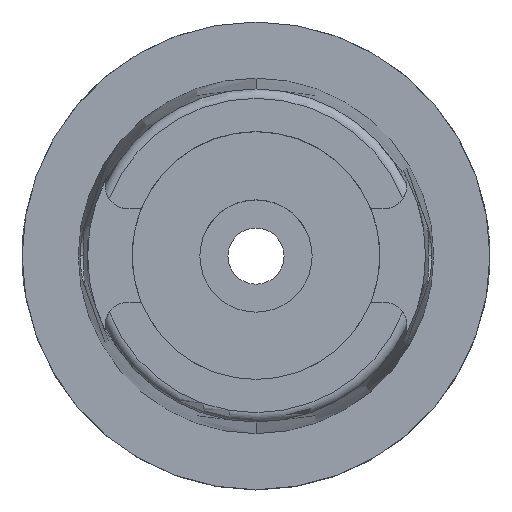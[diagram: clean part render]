
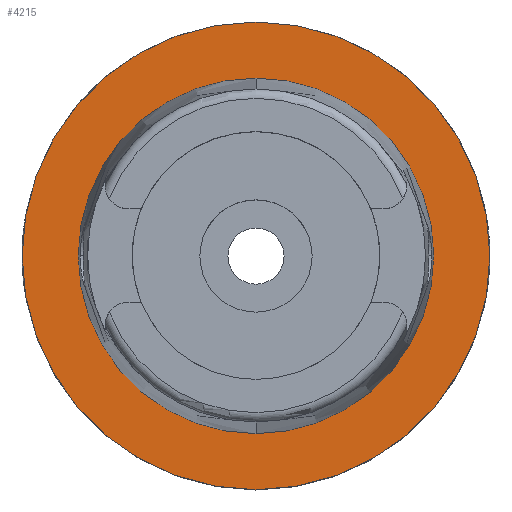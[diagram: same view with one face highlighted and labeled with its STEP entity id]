
A CAD part, top view. The second image highlights one B-rep face of the part: STEP entity #4215.
In plain terms, the highlighted planar face has unit normal (0, 0, 1).
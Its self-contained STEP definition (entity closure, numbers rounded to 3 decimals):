
#2059=CARTESIAN_POINT('',(0.,0.,0.));
#2060=DIRECTION('',(0.,0.,-1.));
#2061=DIRECTION('',(0.,-1.,0.));
#2062=AXIS2_PLACEMENT_3D('',#2059,#2060,#2061);
#2067=CARTESIAN_POINT('',(0.,0.,0.));
#2068=DIRECTION('',(0.,0.,-1.));
#2069=DIRECTION('',(0.,1.,0.));
#2070=AXIS2_PLACEMENT_3D('',#2067,#2068,#2069);
#2075=CARTESIAN_POINT('',(0.,0.,0.));
#2076=DIRECTION('',(0.,0.,1.));
#2077=DIRECTION('',(0.,-1.,0.));
#2078=AXIS2_PLACEMENT_3D('',#2075,#2076,#2077);
#2083=CARTESIAN_POINT('',(0.,0.,0.));
#2084=DIRECTION('',(0.,0.,1.));
#2085=DIRECTION('',(0.,1.,0.));
#2086=AXIS2_PLACEMENT_3D('',#2083,#2084,#2085);
#2407=CARTESIAN_POINT('',(0.,-38.,0.));
#2408=VERTEX_POINT('',#2407);
#2409=CARTESIAN_POINT('',(0.,38.,0.));
#2410=VERTEX_POINT('',#2409);
#2664=CARTESIAN_POINT('',(0.,50.,0.));
#2665=VERTEX_POINT('',#2664);
#2666=CARTESIAN_POINT('',(0.,-50.,0.));
#2667=VERTEX_POINT('',#2666);
#4202=CARTESIAN_POINT('',(0.,0.,0.));
#4203=DIRECTION('',(0.,0.,-1.));
#4204=DIRECTION('',(0.,-1.,0.));
#4205=AXIS2_PLACEMENT_3D('',#4202,#4203,#4204);
#4206=PLANE('',#4205);
#4207=ORIENTED_EDGE('',*,*,#3967,.T.);
#4208=ORIENTED_EDGE('',*,*,#4076,.T.);
#4209=EDGE_LOOP('',(#4207,#4208));
#4210=FACE_OUTER_BOUND('',#4209,.F.);
#4211=ORIENTED_EDGE('',*,*,#2907,.T.);
#4212=ORIENTED_EDGE('',*,*,#2878,.T.);
#4213=EDGE_LOOP('',(#4211,#4212));
#4214=FACE_BOUND('',#4213,.F.);
#2063=CIRCLE('',#2062,50.);
#2071=CIRCLE('',#2070,50.);
#2079=CIRCLE('',#2078,38.);
#2087=CIRCLE('',#2086,38.);
#2878=EDGE_CURVE('',#2410,#2408,#2087,.T.);
#2907=EDGE_CURVE('',#2408,#2410,#2079,.T.);
#3967=EDGE_CURVE('',#2667,#2665,#2063,.T.);
#4076=EDGE_CURVE('',#2665,#2667,#2071,.T.);
#4215=ADVANCED_FACE('',(#4210,#4214),#4206,.F.);
